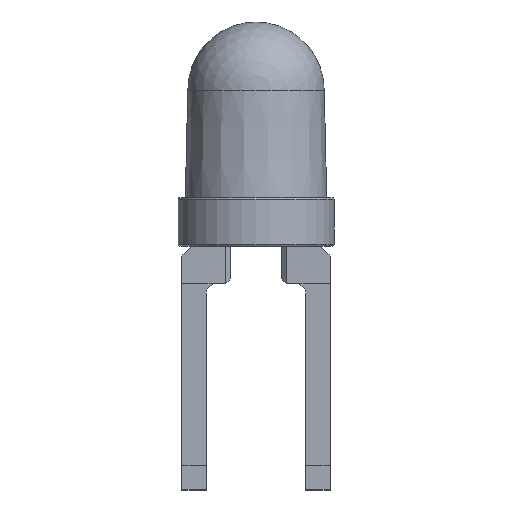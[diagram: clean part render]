
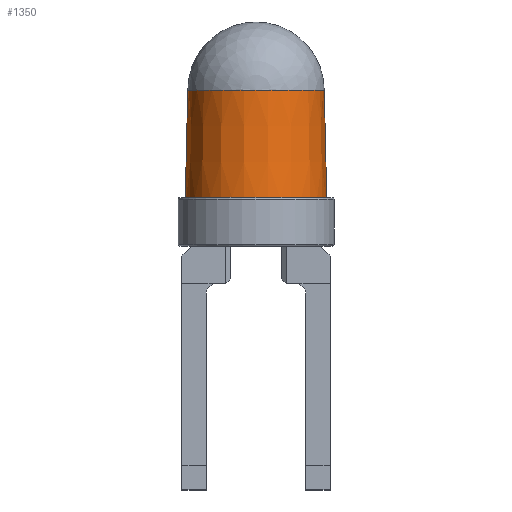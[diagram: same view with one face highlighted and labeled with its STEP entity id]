
A CAD part, front view. The second image highlights one B-rep face of the part: STEP entity #1350.
In plain terms, the highlighted conical face has half-angle 1.302 degrees and reference radius 1.45 mm.
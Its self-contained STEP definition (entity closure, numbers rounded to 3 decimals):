
#14 = CARTESIAN_POINT ( 'NONE',  ( 1.4, 0., 8.2 ) ) ;
#42 = CARTESIAN_POINT ( 'NONE',  ( 0., 0., 6. ) ) ;
#65 = VECTOR ( 'NONE', #1198, 1000. ) ;
#76 = VERTEX_POINT ( 'NONE', #14 ) ;
#175 = DIRECTION ( 'NONE',  ( -1., 0., 0. ) ) ;
#185 = EDGE_CURVE ( 'NONE', #330, #197, #532, .T. ) ;
#197 = VERTEX_POINT ( 'NONE', #1207 ) ;
#271 = AXIS2_PLACEMENT_3D ( 'NONE', #42, #970, #175 ) ;
#275 = FACE_OUTER_BOUND ( 'NONE', #1467, .T. ) ;
#330 = VERTEX_POINT ( 'NONE', #1261 ) ;
#347 = CONICAL_SURFACE ( 'NONE', #271, 1.45, 0.023 ) ;
#418 = VERTEX_POINT ( 'NONE', #898 ) ;
#532 = CIRCLE ( 'NONE', #1574, 1.45 ) ;
#565 = DIRECTION ( 'NONE',  ( -1., 0., 0. ) ) ;
#574 = ORIENTED_EDGE ( 'NONE', *, *, #1586, .F. ) ;
#585 = LINE ( 'NONE', #1105, #914 ) ;
#654 = EDGE_CURVE ( 'NONE', #418, #76, #1124, .T. ) ;
#656 = ORIENTED_EDGE ( 'NONE', *, *, #1378, .T. ) ;
#696 = DIRECTION ( 'NONE',  ( -1., 0., 0. ) ) ;
#710 = LINE ( 'NONE', #1326, #65 ) ;
#714 = ORIENTED_EDGE ( 'NONE', *, *, #185, .T. ) ;
#820 = CARTESIAN_POINT ( 'NONE',  ( 0., 0., 8.2 ) ) ;
#834 = CARTESIAN_POINT ( 'NONE',  ( 0., 0., 6. ) ) ;
#844 = DIRECTION ( 'NONE',  ( 0., 0., 1. ) ) ;
#898 = CARTESIAN_POINT ( 'NONE',  ( -1.4, 0., 8.2 ) ) ;
#914 = VECTOR ( 'NONE', #1115, 1000. ) ;
#970 = DIRECTION ( 'NONE',  ( 0., 0., -1. ) ) ;
#1098 = ORIENTED_EDGE ( 'NONE', *, *, #654, .F. ) ;
#1105 = CARTESIAN_POINT ( 'NONE',  ( 1.45, 0., 6. ) ) ;
#1115 = DIRECTION ( 'NONE',  ( 0.023, 0., -1. ) ) ;
#1124 = CIRCLE ( 'NONE', #1242, 1.4 ) ;
#1198 = DIRECTION ( 'NONE',  ( -0.023, 0., -1. ) ) ;
#1207 = CARTESIAN_POINT ( 'NONE',  ( 1.45, 0., 6. ) ) ;
#1242 = AXIS2_PLACEMENT_3D ( 'NONE', #820, #1428, #565 ) ;
#1261 = CARTESIAN_POINT ( 'NONE',  ( -1.45, 0., 6. ) ) ;
#1326 = CARTESIAN_POINT ( 'NONE',  ( -1.45, 0., 6. ) ) ;
#1350 = ADVANCED_FACE ( 'NONE', ( #275 ), #347, .T. ) ;
#1378 = EDGE_CURVE ( 'NONE', #418, #330, #710, .T. ) ;
#1428 = DIRECTION ( 'NONE',  ( 0., 0., 1. ) ) ;
#1467 = EDGE_LOOP ( 'NONE', ( #574, #1098, #656, #714 ) ) ;
#1574 = AXIS2_PLACEMENT_3D ( 'NONE', #834, #844, #696 ) ;
#1586 = EDGE_CURVE ( 'NONE', #76, #197, #585, .T. ) ;
